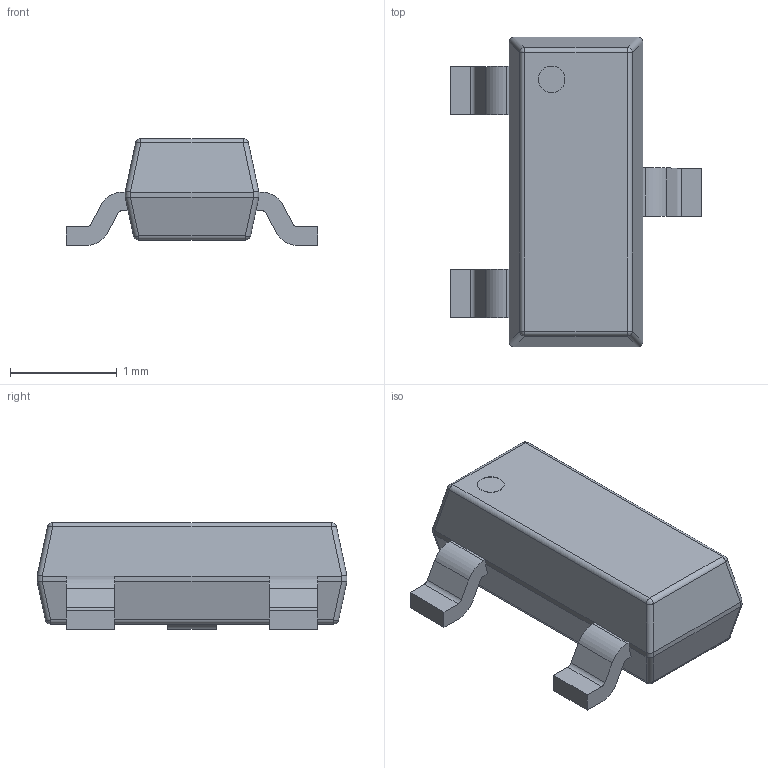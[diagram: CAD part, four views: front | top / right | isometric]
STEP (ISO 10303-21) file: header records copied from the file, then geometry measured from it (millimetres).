
FILE_DESCRIPTION(/* description */ ('model of SOT23-3'),/* implementation_level */ '2;1');
FILE_NAME(/* name */ 'SOT23-3.stp',/* time_stamp */ '2016-02-08T13:53:55',/* author */ ('Joan The Spark',''),/* organization */ (''),/* preprocessor_version */ '',/* originating_system */ '',/* authorisation */ '');
FILE_SCHEMA (('AUTOMOTIVE_DESIGN { 1 0 10303 214 3 1 1 }'));
Length unit declared in the file: millimetre
Products named in the file (1): SOT23-x
Bounding box: 2.35 x 2.9 x 1 mm (x, y, z)
Volume: 3.3 mm3; surface area: 15.9 mm2
Topology: 1 solids, 1 shells, 86 faces, 219 edges, 136 vertices
Faces by surface type: plane 45, cylinder 33, sphere 8
Full cylindrical faces by diameter (mm): 0.25 x1
Entity records: 2657 total; most frequent: DIRECTION 466, CARTESIAN_POINT 441, ORIENTED_EDGE 436, EDGE_CURVE 218, AXIS2_PLACEMENT_3D 161, LINE 144, VECTOR 144, VERTEX_POINT 136
